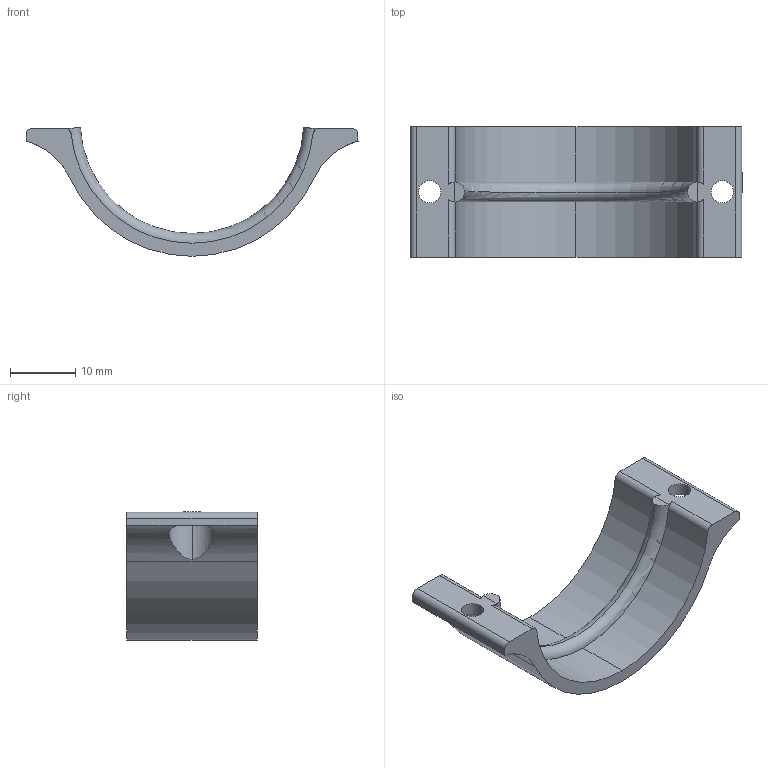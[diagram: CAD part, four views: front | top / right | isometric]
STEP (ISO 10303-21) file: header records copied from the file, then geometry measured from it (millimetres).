
FILE_DESCRIPTION (( 'STEP AP203' ), '1' );
FILE_NAME ('support_2parties_partAdd_v2.STEP', '2025-07-09T07:03:05', ( '' ), ( '' ), 'SwSTEP 2.0', 'SolidWorks 2023', '' );
FILE_SCHEMA (( 'CONFIG_CONTROL_DESIGN' ));
Length unit declared in the file: millimetre
Products named in the file (1): support_2parties_partAdd_v2
Bounding box: 50.8 x 20 x 19.68 mm (x, y, z)
Volume: 3089.7 mm3; surface area: 3218.8 mm2
Topology: 1 solids, 1 shells, 33 faces, 89 edges, 58 vertices
Faces by surface type: cylinder 21, plane 10, torus 2
Entity records: 1281 total; most frequent: CARTESIAN_POINT 348, DIRECTION 186, ORIENTED_EDGE 178, EDGE_CURVE 89, AXIS2_PLACEMENT_3D 74, VERTEX_POINT 58, CIRCLE 40, LINE 38
